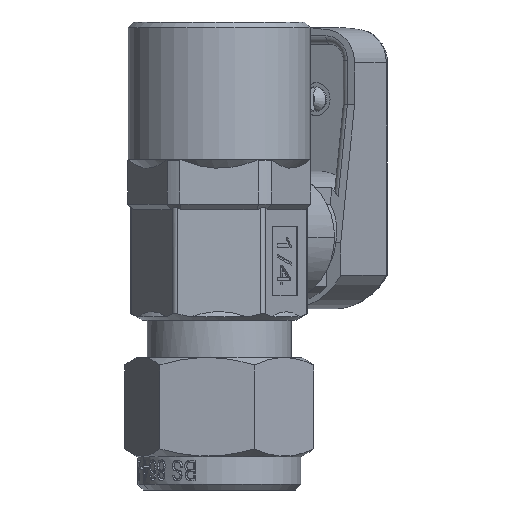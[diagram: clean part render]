
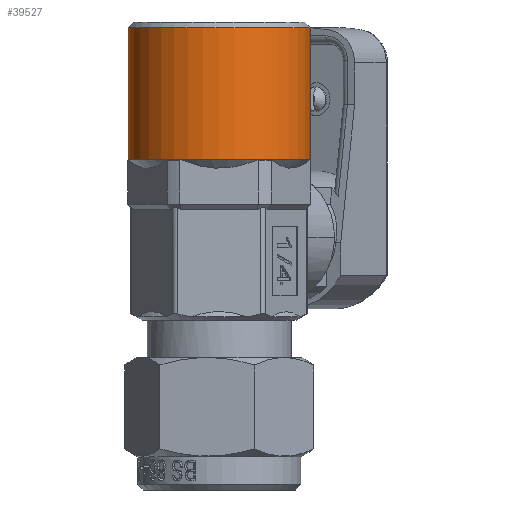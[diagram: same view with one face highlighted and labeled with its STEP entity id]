
A CAD part, front view. The second image highlights one B-rep face of the part: STEP entity #39527.
In plain terms, the highlighted cylindrical face has radius 8.25 mm (diameter 16.5 mm), a partial arc.
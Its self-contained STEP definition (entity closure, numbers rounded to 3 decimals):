
#1830 = AXIS2_PLACEMENT_3D ( 'NONE', #13508, #13509, #13507 ) ;
#4105 = ORIENTED_EDGE ( 'NONE', *, *, #35856, .F. ) ;
#4106 = ORIENTED_EDGE ( 'NONE', *, *, #11231, .T. ) ;
#4107 = ORIENTED_EDGE ( 'NONE', *, *, #36265, .T. ) ;
#4108 = ORIENTED_EDGE ( 'NONE', *, *, #11234, .T. ) ;
#11231 = EDGE_CURVE ( 'NONE', #32255, #32252, #24907, .T. ) ;
#11234 = EDGE_CURVE ( 'NONE', #32250, #32249, #24909, .T. ) ;
#13269 = CARTESIAN_POINT ( 'NONE',  ( 8.25, 0., 34.795 ) ) ;
#13270 = DIRECTION ( 'NONE',  ( 0., 0., 1. ) ) ;
#13507 = DIRECTION ( 'NONE',  ( 1., 0., 0. ) ) ;
#13508 = CARTESIAN_POINT ( 'NONE',  ( 0., 0., 34.795 ) ) ;
#13509 = DIRECTION ( 'NONE',  ( 0., 0., 1. ) ) ;
#14271 = LINE ( 'NONE', #13269, #14272 ) ;
#14272 = VECTOR ( 'NONE', #13270, 1000. ) ;
#14327 = CYLINDRICAL_SURFACE ( 'NONE', #1830, 8.25 ) ;
#14328 = FACE_OUTER_BOUND ( 'NONE', #19157, .T. ) ;
#16027 = CARTESIAN_POINT ( 'NONE',  ( -8.25, 0., 29. ) ) ;
#16028 = CARTESIAN_POINT ( 'NONE',  ( 8.25, 0., 29. ) ) ;
#16030 = CARTESIAN_POINT ( 'NONE',  ( 8.25, 0., 17.02 ) ) ;
#16033 = CARTESIAN_POINT ( 'NONE',  ( -8.25, 0., 17.02 ) ) ;
#17765 = CARTESIAN_POINT ( 'NONE',  ( -8.25, 0., 34.795 ) ) ;
#17766 = DIRECTION ( 'NONE',  ( 0., 0., 1. ) ) ;
#19157 = EDGE_LOOP ( 'NONE', ( #4105, #4106, #4107, #4108 ) ) ;
#23091 = LINE ( 'NONE', #17765, #23093 ) ;
#23093 = VECTOR ( 'NONE', #17766, 1000. ) ;
#24907 = CIRCLE ( 'NONE', #26132, 8.25 ) ;
#24909 = CIRCLE ( 'NONE', #26133, 8.25 ) ;
#26132 = AXIS2_PLACEMENT_3D ( 'NONE', #28173, #28174, #28175 ) ;
#26133 = AXIS2_PLACEMENT_3D ( 'NONE', #28177, #28178, #28179 ) ;
#28173 = CARTESIAN_POINT ( 'NONE',  ( 0., 0., 17.02 ) ) ;
#28174 = DIRECTION ( 'NONE',  ( 0., 0., 1. ) ) ;
#28175 = DIRECTION ( 'NONE',  ( 1., 0., 0. ) ) ;
#28177 = CARTESIAN_POINT ( 'NONE',  ( 0., 0., 29. ) ) ;
#28178 = DIRECTION ( 'NONE',  ( 0., 0., -1. ) ) ;
#28179 = DIRECTION ( 'NONE',  ( -1., 0., 0. ) ) ;
#32249 = VERTEX_POINT ( 'NONE', #16027 ) ;
#32250 = VERTEX_POINT ( 'NONE', #16028 ) ;
#32252 = VERTEX_POINT ( 'NONE', #16030 ) ;
#32255 = VERTEX_POINT ( 'NONE', #16033 ) ;
#35856 = EDGE_CURVE ( 'NONE', #32255, #32249, #23091, .T. ) ;
#36265 = EDGE_CURVE ( 'NONE', #32252, #32250, #14271, .T. ) ;
#39527 = ADVANCED_FACE ( 'NONE', ( #14328 ), #14327, .T. ) ;
